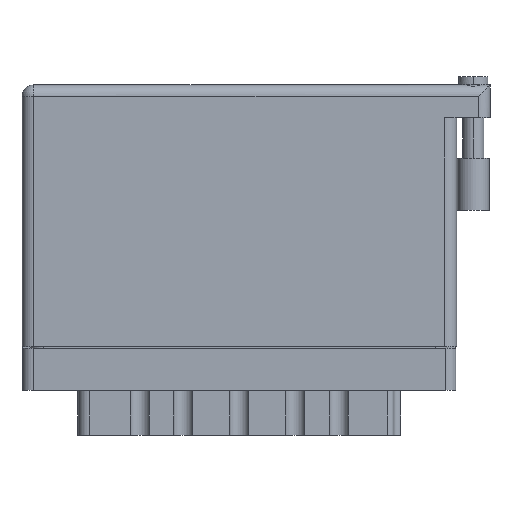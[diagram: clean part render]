
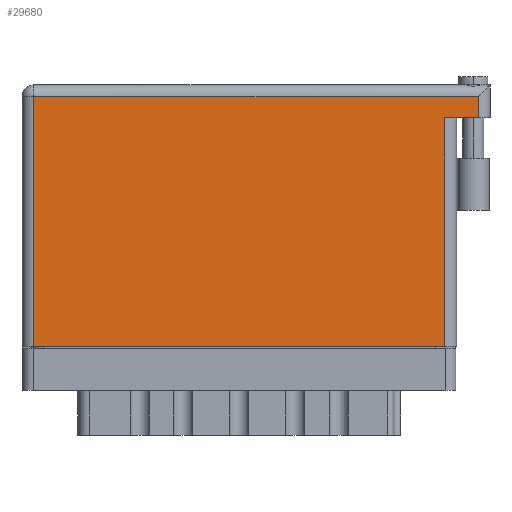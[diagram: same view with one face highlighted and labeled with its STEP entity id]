
A CAD part, front view. The second image highlights one B-rep face of the part: STEP entity #29680.
In plain terms, the highlighted face is planar.
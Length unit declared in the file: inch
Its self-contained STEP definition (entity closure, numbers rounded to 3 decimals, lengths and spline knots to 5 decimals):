
#135 = EDGE_CURVE ( 'NONE', #35528, #35604, #25746, .T. ) ;
#904 = CARTESIAN_POINT ( 'NONE',  ( 0.07, 0., 0. ) ) ;
#2029 = DIRECTION ( 'NONE',  ( 0., 1., 0. ) ) ;
#2709 = CARTESIAN_POINT ( 'NONE',  ( 0., 0., 0. ) ) ;
#2826 = CARTESIAN_POINT ( 'NONE',  ( 2.53, 0., 0. ) ) ;
#2950 = EDGE_LOOP ( 'NONE', ( #43844, #13964, #9078, #11039, #42706, #44602 ) ) ;
#3155 = VERTEX_POINT ( 'NONE', #2826 ) ;
#3274 = EDGE_CURVE ( 'NONE', #34045, #31928, #23732, .T. ) ;
#3319 = DIRECTION ( 'NONE',  ( 0., 1., 0. ) ) ;
#4005 = VECTOR ( 'NONE', #3319, 39.37008 ) ;
#5642 = EDGE_CURVE ( 'NONE', #3155, #31928, #43488, .T. ) ;
#7129 = VECTOR ( 'NONE', #25758, 39.37008 ) ;
#7878 = LINE ( 'NONE', #16095, #35599 ) ;
#7998 = VERTEX_POINT ( 'NONE', #48084 ) ;
#9078 = ORIENTED_EDGE ( 'NONE', *, *, #3274, .F. ) ;
#11039 = ORIENTED_EDGE ( 'NONE', *, *, #20010, .T. ) ;
#11044 = CARTESIAN_POINT ( 'NONE',  ( 2.53, 1.369, 0. ) ) ;
#12322 = CARTESIAN_POINT ( 'NONE',  ( 2.53, 1.369, 0. ) ) ;
#13224 = CARTESIAN_POINT ( 'NONE',  ( 2.73, 1.566, 0. ) ) ;
#13693 = EDGE_CURVE ( 'NONE', #7998, #35528, #7878, .T. ) ;
#13964 = ORIENTED_EDGE ( 'NONE', *, *, #5642, .T. ) ;
#14053 = CARTESIAN_POINT ( 'NONE',  ( 2.73, 1.369, 0. ) ) ;
#15322 = EDGE_CURVE ( 'NONE', #35604, #3155, #47186, .T. ) ;
#16095 = CARTESIAN_POINT ( 'NONE',  ( 0., 1.496, 0. ) ) ;
#16360 = DIRECTION ( 'NONE',  ( 0., 0., -1. ) ) ;
#16432 = DIRECTION ( 'NONE',  ( -1., 0., 0. ) ) ;
#20010 = EDGE_CURVE ( 'NONE', #34045, #7998, #43705, .T. ) ;
#20161 = DIRECTION ( 'NONE',  ( -1., 0., 0. ) ) ;
#23042 = CARTESIAN_POINT ( 'NONE',  ( 2.8, 1.369, 0. ) ) ;
#23381 = VECTOR ( 'NONE', #31048, 39.37008 ) ;
#23718 = VECTOR ( 'NONE', #2029, 39.37008 ) ;
#23732 = LINE ( 'NONE', #23042, #42534 ) ;
#24281 = PLANE ( 'NONE',  #36250 ) ;
#25746 = LINE ( 'NONE', #904, #23381 ) ;
#25758 = DIRECTION ( 'NONE',  ( 1., 0., 0. ) ) ;
#29234 = FACE_OUTER_BOUND ( 'NONE', #2950, .T. ) ;
#29680 = ADVANCED_FACE ( 'NONE', ( #29234 ), #24281, .F. ) ;
#31048 = DIRECTION ( 'NONE',  ( 0., -1., 0. ) ) ;
#31928 = VERTEX_POINT ( 'NONE', #12322 ) ;
#34045 = VERTEX_POINT ( 'NONE', #14053 ) ;
#35528 = VERTEX_POINT ( 'NONE', #38111 ) ;
#35599 = VECTOR ( 'NONE', #16432, 39.37008 ) ;
#35604 = VERTEX_POINT ( 'NONE', #41401 ) ;
#36250 = AXIS2_PLACEMENT_3D ( 'NONE', #46461, #16360, #20161 ) ;
#37373 = DIRECTION ( 'NONE',  ( -1., 0., 0. ) ) ;
#38111 = CARTESIAN_POINT ( 'NONE',  ( 0.07, 1.496, 0. ) ) ;
#41401 = CARTESIAN_POINT ( 'NONE',  ( 0.07, 0., 0. ) ) ;
#42534 = VECTOR ( 'NONE', #37373, 39.37008 ) ;
#42706 = ORIENTED_EDGE ( 'NONE', *, *, #13693, .T. ) ;
#43488 = LINE ( 'NONE', #11044, #4005 ) ;
#43705 = LINE ( 'NONE', #13224, #23718 ) ;
#43844 = ORIENTED_EDGE ( 'NONE', *, *, #15322, .T. ) ;
#44602 = ORIENTED_EDGE ( 'NONE', *, *, #135, .T. ) ;
#46461 = CARTESIAN_POINT ( 'NONE',  ( 0., 1.566, 0. ) ) ;
#47186 = LINE ( 'NONE', #2709, #7129 ) ;
#48084 = CARTESIAN_POINT ( 'NONE',  ( 2.73, 1.496, 0. ) ) ;
